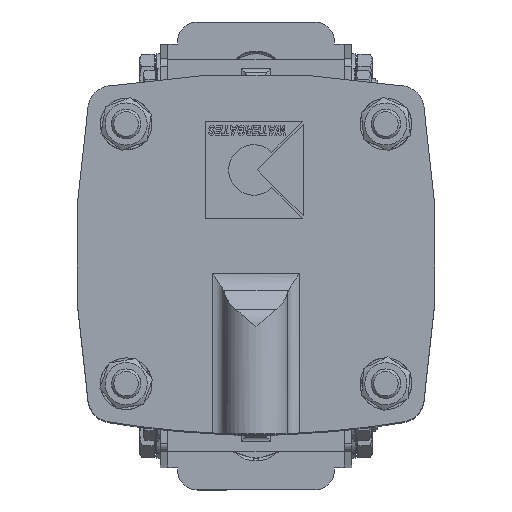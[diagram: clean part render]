
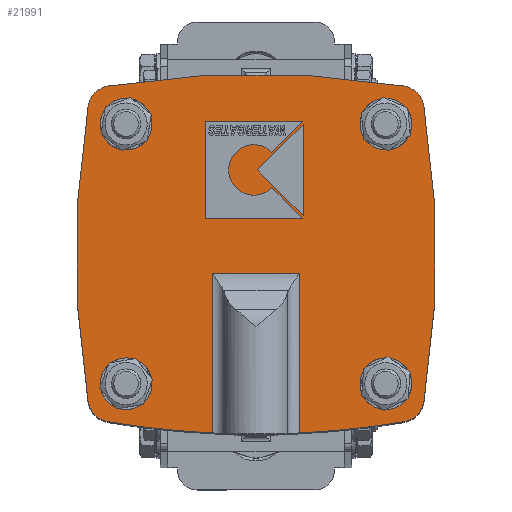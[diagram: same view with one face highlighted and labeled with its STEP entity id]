
A CAD part, top view. The second image highlights one B-rep face of the part: STEP entity #21991.
In plain terms, the highlighted planar face has unit normal (0, 0, 1).
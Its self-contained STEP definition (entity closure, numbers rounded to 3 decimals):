
#1346=FACE_BOUND('',#4523,.T.);
#1347=FACE_BOUND('',#4524,.T.);
#1348=FACE_BOUND('',#4525,.T.);
#1349=FACE_BOUND('',#4526,.T.);
#1350=FACE_BOUND('',#4527,.T.);
#1351=FACE_BOUND('',#4528,.T.);
#1958=PLANE('',#24026);
#3140=FACE_OUTER_BOUND('',#4522,.T.);
#4522=EDGE_LOOP('',(#20207,#20208,#20209,#20210,#20211,#20212,#20213,#20214,
#20215,#20216,#20217,#20218));
#4523=EDGE_LOOP('',(#20219,#20220,#20221));
#4524=EDGE_LOOP('',(#20222,#20223,#20224,#20225,#20226,#20227));
#4525=EDGE_LOOP('',(#20228));
#4526=EDGE_LOOP('',(#20229));
#4527=EDGE_LOOP('',(#20230));
#4528=EDGE_LOOP('',(#20231));
#6394=LINE('',#40272,#8258);
#6397=LINE('',#40277,#8261);
#6398=LINE('',#40279,#8262);
#6400=LINE('',#40284,#8264);
#6404=LINE('',#40293,#8268);
#6405=LINE('',#40296,#8269);
#6407=LINE('',#40300,#8271);
#6409=LINE('',#40303,#8273);
#6410=LINE('',#40320,#8274);
#6411=LINE('',#40353,#8275);
#6421=LINE('',#40407,#8285);
#8258=VECTOR('',#29352,37.476);
#8261=VECTOR('',#29357,26.499);
#8262=VECTOR('',#29360,26.501);
#8264=VECTOR('',#29364,17.805);
#8268=VECTOR('',#29374,17.805);
#8269=VECTOR('',#29377,39.749);
#8271=VECTOR('',#29381,39.75);
#8273=VECTOR('',#29385,39.749);
#8274=VECTOR('',#29392,65.211);
#8275=VECTOR('',#29399,65.211);
#8285=VECTOR('',#29453,35.623);
#8992=CIRCLE('',#23993,10.303);
#8998=CIRCLE('',#24013,6.5);
#9000=CIRCLE('',#24016,6.5);
#9002=CIRCLE('',#24019,6.5);
#9004=CIRCLE('',#24022,6.5);
#9005=CIRCLE('',#24027,368.5);
#9006=CIRCLE('',#24028,10.);
#9007=CIRCLE('',#24029,368.5);
#9008=CIRCLE('',#24030,10.);
#9009=CIRCLE('',#24031,368.5);
#9010=CIRCLE('',#24032,10.);
#9011=CIRCLE('',#24033,368.5);
#9012=CIRCLE('',#24034,10.);
#9013=CIRCLE('',#24035,368.5);
#10994=VERTEX_POINT('',#40269);
#10995=VERTEX_POINT('',#40271);
#10996=VERTEX_POINT('',#40275);
#10997=VERTEX_POINT('',#40281);
#10998=VERTEX_POINT('',#40283);
#10999=VERTEX_POINT('',#40287);
#11000=VERTEX_POINT('',#40291);
#11001=VERTEX_POINT('',#40295);
#11002=VERTEX_POINT('',#40299);
#11004=VERTEX_POINT('',#40308);
#11005=VERTEX_POINT('',#40319);
#11006=VERTEX_POINT('',#40342);
#11008=VERTEX_POINT('',#40352);
#11014=VERTEX_POINT('',#40381);
#11016=VERTEX_POINT('',#40387);
#11018=VERTEX_POINT('',#40393);
#11020=VERTEX_POINT('',#40399);
#11021=VERTEX_POINT('',#40409);
#11022=VERTEX_POINT('',#40411);
#11023=VERTEX_POINT('',#40413);
#11024=VERTEX_POINT('',#40415);
#11025=VERTEX_POINT('',#40417);
#11026=VERTEX_POINT('',#40419);
#11027=VERTEX_POINT('',#40421);
#11028=VERTEX_POINT('',#40423);
#14058=EDGE_CURVE('',#10995,#10994,#6394,.T.);
#14061=EDGE_CURVE('',#10994,#10996,#6397,.T.);
#14062=EDGE_CURVE('',#10996,#10995,#6398,.T.);
#14064=EDGE_CURVE('',#10998,#10997,#6400,.T.);
#14067=EDGE_CURVE('',#10997,#10999,#8992,.T.);
#14069=EDGE_CURVE('',#10999,#11000,#6404,.T.);
#14070=EDGE_CURVE('',#11001,#10998,#6405,.T.);
#14072=EDGE_CURVE('',#11002,#11001,#6407,.T.);
#14074=EDGE_CURVE('',#11000,#11002,#6409,.T.);
#14077=EDGE_CURVE('',#11004,#11005,#6410,.T.);
#14082=EDGE_CURVE('',#11006,#11008,#6411,.T.);
#14093=EDGE_CURVE('',#11014,#11014,#8998,.T.);
#14096=EDGE_CURVE('',#11016,#11016,#9000,.T.);
#14099=EDGE_CURVE('',#11018,#11018,#9002,.T.);
#14102=EDGE_CURVE('',#11020,#11020,#9004,.T.);
#14105=EDGE_CURVE('',#11005,#11006,#6421,.T.);
#14106=EDGE_CURVE('',#11021,#11004,#9005,.T.);
#14107=EDGE_CURVE('',#11022,#11021,#9006,.T.);
#14108=EDGE_CURVE('',#11023,#11022,#9007,.T.);
#14109=EDGE_CURVE('',#11024,#11023,#9008,.T.);
#14110=EDGE_CURVE('',#11025,#11024,#9009,.T.);
#14111=EDGE_CURVE('',#11026,#11025,#9010,.T.);
#14112=EDGE_CURVE('',#11027,#11026,#9011,.T.);
#14113=EDGE_CURVE('',#11028,#11027,#9012,.T.);
#14114=EDGE_CURVE('',#11008,#11028,#9013,.T.);
#20207=ORIENTED_EDGE('',*,*,#14077,.F.);
#20208=ORIENTED_EDGE('',*,*,#14106,.F.);
#20209=ORIENTED_EDGE('',*,*,#14107,.F.);
#20210=ORIENTED_EDGE('',*,*,#14108,.F.);
#20211=ORIENTED_EDGE('',*,*,#14109,.F.);
#20212=ORIENTED_EDGE('',*,*,#14110,.F.);
#20213=ORIENTED_EDGE('',*,*,#14111,.F.);
#20214=ORIENTED_EDGE('',*,*,#14112,.F.);
#20215=ORIENTED_EDGE('',*,*,#14113,.F.);
#20216=ORIENTED_EDGE('',*,*,#14114,.F.);
#20217=ORIENTED_EDGE('',*,*,#14082,.F.);
#20218=ORIENTED_EDGE('',*,*,#14105,.F.);
#20219=ORIENTED_EDGE('',*,*,#14058,.T.);
#20220=ORIENTED_EDGE('',*,*,#14061,.T.);
#20221=ORIENTED_EDGE('',*,*,#14062,.T.);
#20222=ORIENTED_EDGE('',*,*,#14064,.T.);
#20223=ORIENTED_EDGE('',*,*,#14067,.T.);
#20224=ORIENTED_EDGE('',*,*,#14069,.T.);
#20225=ORIENTED_EDGE('',*,*,#14074,.T.);
#20226=ORIENTED_EDGE('',*,*,#14072,.T.);
#20227=ORIENTED_EDGE('',*,*,#14070,.T.);
#20228=ORIENTED_EDGE('',*,*,#14093,.T.);
#20229=ORIENTED_EDGE('',*,*,#14096,.T.);
#20230=ORIENTED_EDGE('',*,*,#14099,.T.);
#20231=ORIENTED_EDGE('',*,*,#14102,.T.);
#21991=ADVANCED_FACE('',(#3140,#1346,#1347,#1348,#1349,#1350,#1351),#1958,
 .T.);
#23993=AXIS2_PLACEMENT_3D('',#40289,#29369,#29370);
#24013=AXIS2_PLACEMENT_3D('',#40383,#29422,#29423);
#24016=AXIS2_PLACEMENT_3D('',#40389,#29429,#29430);
#24019=AXIS2_PLACEMENT_3D('',#40395,#29436,#29437);
#24022=AXIS2_PLACEMENT_3D('',#40401,#29443,#29444);
#24026=AXIS2_PLACEMENT_3D('',#40408,#29454,#29455);
#24027=AXIS2_PLACEMENT_3D('',#40410,#29456,#29457);
#24028=AXIS2_PLACEMENT_3D('',#40412,#29458,#29459);
#24029=AXIS2_PLACEMENT_3D('',#40414,#29460,#29461);
#24030=AXIS2_PLACEMENT_3D('',#40416,#29462,#29463);
#24031=AXIS2_PLACEMENT_3D('',#40418,#29464,#29465);
#24032=AXIS2_PLACEMENT_3D('',#40420,#29466,#29467);
#24033=AXIS2_PLACEMENT_3D('',#40422,#29468,#29469);
#24034=AXIS2_PLACEMENT_3D('',#40424,#29470,#29471);
#24035=AXIS2_PLACEMENT_3D('',#40425,#29472,#29473);
#29352=DIRECTION('',(1.,0.,0.));
#29357=DIRECTION('',(-0.707,-0.707,0.));
#29360=DIRECTION('',(-0.707,0.707,0.));
#29364=DIRECTION('',(0.709,-0.705,0.));
#29369=DIRECTION('center_axis',(0.,0.,1.));
#29370=DIRECTION('ref_axis',(-0.703,0.711,0.));
#29374=DIRECTION('',(0.709,0.705,0.));
#29377=DIRECTION('',(0.,1.,0.));
#29381=DIRECTION('',(-1.,0.,0.));
#29385=DIRECTION('',(0.,-1.,0.));
#29392=DIRECTION('',(-1.,0.,0.));
#29399=DIRECTION('',(1.,0.,0.));
#29422=DIRECTION('center_axis',(0.,0.,-1.));
#29423=DIRECTION('ref_axis',(1.,0.,0.));
#29429=DIRECTION('center_axis',(0.,0.,-1.));
#29430=DIRECTION('ref_axis',(1.,0.,0.));
#29436=DIRECTION('center_axis',(0.,0.,-1.));
#29437=DIRECTION('ref_axis',(1.,0.,0.));
#29443=DIRECTION('center_axis',(0.,0.,-1.));
#29444=DIRECTION('ref_axis',(1.,0.,0.));
#29453=DIRECTION('',(0.,-1.,0.));
#29454=DIRECTION('center_axis',(0.,0.,1.));
#29455=DIRECTION('ref_axis',(1.,0.,0.));
#29456=DIRECTION('center_axis',(0.,0.,-1.));
#29457=DIRECTION('ref_axis',(0.987,-0.164,0.));
#29458=DIRECTION('center_axis',(0.,0.,-1.));
#29459=DIRECTION('ref_axis',(0.987,0.164,0.));
#29460=DIRECTION('center_axis',(0.,0.,-1.));
#29461=DIRECTION('ref_axis',(0.164,0.987,0.));
#29462=DIRECTION('center_axis',(0.,0.,-1.));
#29463=DIRECTION('ref_axis',(-0.164,0.987,0.));
#29464=DIRECTION('center_axis',(0.,0.,-1.));
#29465=DIRECTION('ref_axis',(-0.987,0.164,0.));
#29466=DIRECTION('center_axis',(0.,0.,-1.));
#29467=DIRECTION('ref_axis',(-0.987,-0.164,0.));
#29468=DIRECTION('center_axis',(0.,0.,-1.));
#29469=DIRECTION('ref_axis',(-0.164,-0.987,0.));
#29470=DIRECTION('center_axis',(0.,0.,-1.));
#29471=DIRECTION('ref_axis',(0.164,-0.987,0.));
#29472=DIRECTION('center_axis',(0.,0.,-1.));
#29473=DIRECTION('ref_axis',(0.987,-0.164,0.));
#40269=CARTESIAN_POINT('',(-15.528,19.26,15.));
#40271=CARTESIAN_POINT('',(-53.004,19.26,15.));
#40272=CARTESIAN_POINT('',(-53.004,19.26,15.));
#40275=CARTESIAN_POINT('',(-34.265,0.521,15.));
#40277=CARTESIAN_POINT('',(-15.528,19.26,15.));
#40279=CARTESIAN_POINT('',(-34.265,0.521,15.));
#40281=CARTESIAN_POINT('',(-41.512,6.458,15.));
#40283=CARTESIAN_POINT('',(-54.142,19.009,15.));
#40284=CARTESIAN_POINT('',(-54.142,19.009,15.));
#40287=CARTESIAN_POINT('',(-27.021,6.458,15.));
#40289=CARTESIAN_POINT('Origin',(-34.266,-0.866,15.));
#40291=CARTESIAN_POINT('',(-14.391,19.009,15.));
#40293=CARTESIAN_POINT('',(-27.021,6.458,15.));
#40295=CARTESIAN_POINT('',(-54.142,-20.74,15.));
#40296=CARTESIAN_POINT('',(-54.142,-20.74,15.));
#40299=CARTESIAN_POINT('',(-14.391,-20.74,15.));
#40300=CARTESIAN_POINT('',(-14.391,-20.74,15.));
#40303=CARTESIAN_POINT('',(-14.391,19.009,15.));
#40308=CARTESIAN_POINT('',(73.069,17.812,15.));
#40319=CARTESIAN_POINT('',(7.858,17.812,15.));
#40320=CARTESIAN_POINT('',(73.069,17.812,15.));
#40342=CARTESIAN_POINT('',(7.858,-17.812,15.));
#40352=CARTESIAN_POINT('',(73.069,-17.812,15.));
#40353=CARTESIAN_POINT('',(7.858,-17.812,15.));
#40381=CARTESIAN_POINT('',(-59.5,-53.,15.));
#40383=CARTESIAN_POINT('Origin',(-53.,-53.,15.));
#40387=CARTESIAN_POINT('',(46.5,53.,15.));
#40389=CARTESIAN_POINT('Origin',(53.,53.,15.));
#40393=CARTESIAN_POINT('',(46.5,-53.,15.));
#40395=CARTESIAN_POINT('Origin',(53.,-53.,15.));
#40399=CARTESIAN_POINT('',(-59.5,53.,15.));
#40401=CARTESIAN_POINT('Origin',(-53.,53.,15.));
#40407=CARTESIAN_POINT('',(7.858,17.812,15.));
#40408=CARTESIAN_POINT('Origin',(0.,0.,15.));
#40409=CARTESIAN_POINT('',(68.532,60.304,15.));
#40410=CARTESIAN_POINT('Origin',(-295.,0.,15.));
#40411=CARTESIAN_POINT('',(60.304,68.532,15.));
#40412=CARTESIAN_POINT('Origin',(58.667,58.667,15.));
#40413=CARTESIAN_POINT('',(-60.304,68.532,15.));
#40414=CARTESIAN_POINT('Origin',(0.,-295.,15.));
#40415=CARTESIAN_POINT('',(-68.532,60.304,15.));
#40416=CARTESIAN_POINT('Origin',(-58.667,58.667,15.));
#40417=CARTESIAN_POINT('',(-68.532,-60.304,15.));
#40418=CARTESIAN_POINT('Origin',(295.,0.,15.));
#40419=CARTESIAN_POINT('',(-60.304,-68.532,15.));
#40420=CARTESIAN_POINT('Origin',(-58.667,-58.667,15.));
#40421=CARTESIAN_POINT('',(60.304,-68.532,15.));
#40422=CARTESIAN_POINT('Origin',(0.,295.,15.));
#40423=CARTESIAN_POINT('',(68.532,-60.304,15.));
#40424=CARTESIAN_POINT('Origin',(58.667,-58.667,15.));
#40425=CARTESIAN_POINT('Origin',(-295.,0.,15.));
